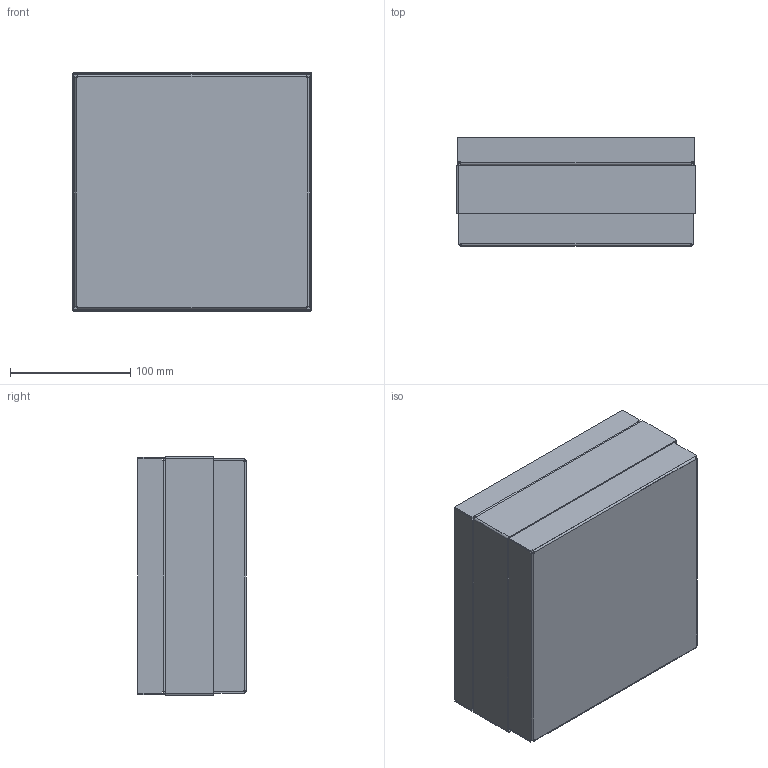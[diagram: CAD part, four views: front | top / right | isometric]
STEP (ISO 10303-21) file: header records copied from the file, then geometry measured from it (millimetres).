
FILE_DESCRIPTION (( 'STEP AP214' ), '1' );
FILE_NAME ('7427200_KSTP1.stp', '2017-11-29T09:07:29', ( '' ), ( '' ), 'SwSTEP 2.0', 'SolidWorks 2016', '' );
FILE_SCHEMA (( 'AUTOMOTIVE_DESIGN' ));
Length unit declared in the file: millimetre
Products named in the file (28): 30325D_Standard; 43618A_Standard; 051725_Standard; 051724_Standard; 046359_Standard; 43620A_Standard; 046279_Standard; 044407_Standard; 046259_Standard; 050241_Standard; 051723_VA; 059041_Standard; 051759_Standard; 059041T2_Gespannt; 60101B_Standard; 059041T1_Standard; 051730_Standard; 044020_Standard; 051726_39414508T1_VA; 077657_Standard; 044040_Standard; 7427200_KSTP1; 077656_Standard; 093900_Standard; 071463_Standard; 044679_Standard; 044039_Standard; 30325B_Standard
Assembly tree (33 placements, depth 5):
  7427200_KSTP1
    051759_Standard
      051726_39414508T1_VA
      051730_Standard
      60101B_Standard
    051724_Standard
      051723_VA
      046259_Standard
      046359_Standard
        046279_Standard
    051725_Standard
    43618A_Standard  x2
    30325D_Standard
    30325B_Standard  x2
    044407_Standard
      077656_Standard
        044039_Standard
        044679_Standard
        093900_Standard
          071463_Standard
      077657_Standard
        044040_Standard
        044679_Standard  x2
      050241_Standard
        044020_Standard
        059041_Standard  x2
          059041T1_Standard
          059041T2_Gespannt
    43620A_Standard  x2
Bounding box: 199 x 90 x 199 mm (x, y, z)
Volume: 604667.6 mm3; surface area: 711581 mm2
Topology: 25 solids, 25 shells, 3357 faces, 8932 edges, 5719 vertices
Faces by surface type: plane 1964, cylinder 794, bspline 278, cone 247, torus 74
Entity records: 75519 total; most frequent: CARTESIAN_POINT 21999, ORIENTED_EDGE 10872, DIRECTION 10176, EDGE_CURVE 5436, LINE 3550, VECTOR 3550, VERTEX_POINT 3470, AXIS2_PLACEMENT_3D 3313
